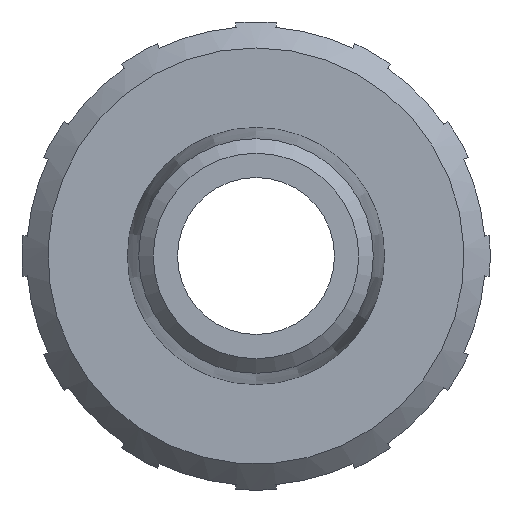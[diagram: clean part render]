
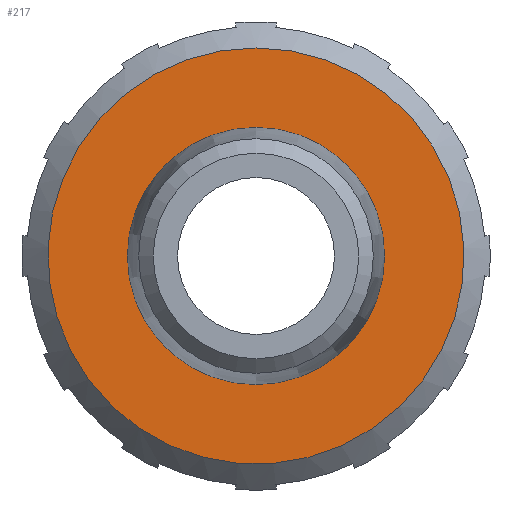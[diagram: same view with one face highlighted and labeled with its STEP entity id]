
A CAD part, left-side view. The second image highlights one B-rep face of the part: STEP entity #217.
In plain terms, the highlighted planar face has unit normal (-1, 0, 0).
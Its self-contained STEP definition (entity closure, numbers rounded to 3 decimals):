
#217 = ADVANCED_FACE( '', ( #444, #445 ), #446, .T. );
#444 = FACE_BOUND( '', #663, .T. );
#445 = FACE_OUTER_BOUND( '', #664, .T. );
#446 = PLANE( '', #665 );
#663 = EDGE_LOOP( '', ( #1242 ) );
#664 = EDGE_LOOP( '', ( #1243 ) );
#665 = AXIS2_PLACEMENT_3D( '', #1244, #1245, #1246 );
#1242 = ORIENTED_EDGE( '', *, *, #1374, .T. );
#1243 = ORIENTED_EDGE( '', *, *, #1348, .F. );
#1244 = CARTESIAN_POINT( '', ( -31.5, 19.5, 0. ) );
#1245 = DIRECTION( '', ( -1., 0., 0. ) );
#1246 = DIRECTION( '', ( 0., 0., 1. ) );
#1348 = EDGE_CURVE( '', #1647, #1647, #1648, .F. );
#1374 = EDGE_CURVE( '', #1687, #1687, #1688, .T. );
#1647 = VERTEX_POINT( '', #2033 );
#1648 = CIRCLE( '', #2034, 17.662 );
#1687 = VERTEX_POINT( '', #2086 );
#1688 = CIRCLE( '', #2087, 10.918 );
#2033 = CARTESIAN_POINT( '', ( -31.5, 0., 17.662 ) );
#2034 = AXIS2_PLACEMENT_3D( '', #2399, #2400, #2401 );
#2086 = CARTESIAN_POINT( '', ( -31.5, 0., -10.918 ) );
#2087 = AXIS2_PLACEMENT_3D( '', #2430, #2431, #2432 );
#2399 = CARTESIAN_POINT( '', ( -31.5, 0., 0. ) );
#2400 = DIRECTION( '', ( -1., 0., 0. ) );
#2401 = DIRECTION( '', ( 0., 0., 1. ) );
#2430 = CARTESIAN_POINT( '', ( -31.5, 0., 0. ) );
#2431 = DIRECTION( '', ( 1., 0., 0. ) );
#2432 = DIRECTION( '', ( 0., 0., -1. ) );
